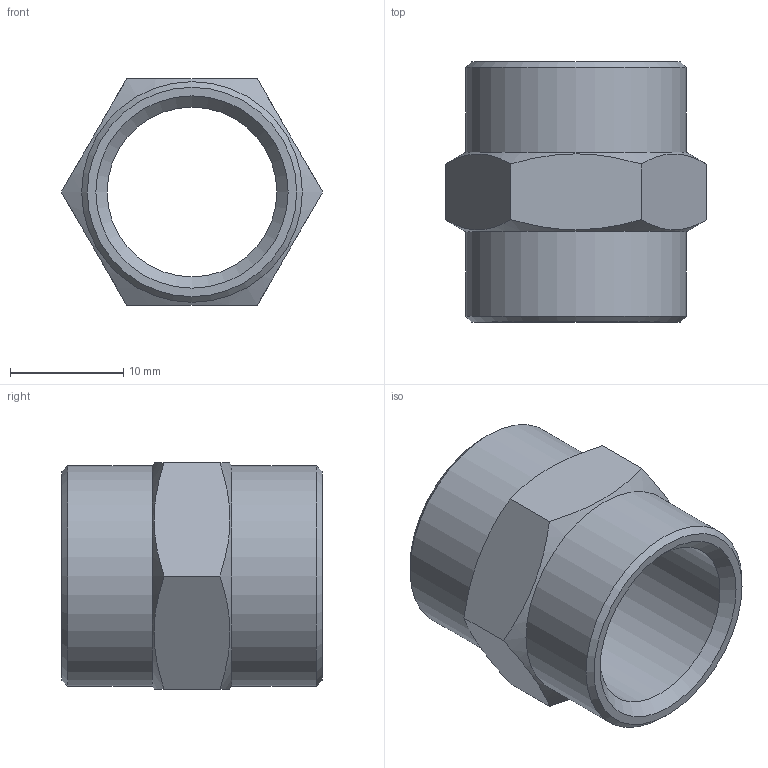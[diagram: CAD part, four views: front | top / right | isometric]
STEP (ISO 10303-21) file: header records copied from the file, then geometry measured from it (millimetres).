
FILE_DESCRIPTION(( 'RAL.13.00.38.stp' ), '1');
FILE_NAME( 'RAL.13.00.38.stp', '2021-02-22T10:31:29',( 'Sopra'),('sopra-pneumatic.com'), 'SwSTEP 2.0','SolidWorks 2009','' );
FILE_SCHEMA( ( 'CONFIG_CONTROL_DESIGN' ) );
Length unit declared in the file: millimetre
Products named in the file (1): Interno
Bounding box: 23.09 x 23 x 20 mm (x, y, z)
Volume: 3045.1 mm3; surface area: 2751.4 mm2
Topology: 1 solids, 1 shells, 17 faces, 41 edges, 26 vertices
Faces by surface type: plane 8, cone 6, cylinder 3
Full cylindrical faces by diameter (mm): 15 x1, 19.5 x2
Entity records: 560 total; most frequent: CARTESIAN_POINT 172, ORIENTED_EDGE 64, DIRECTION 62, EDGE_CURVE 32, AXIS2_PLACEMENT_3D 28, EDGE_LOOP 28, VERTEX_POINT 26, FACE_OUTER_BOUND 20
